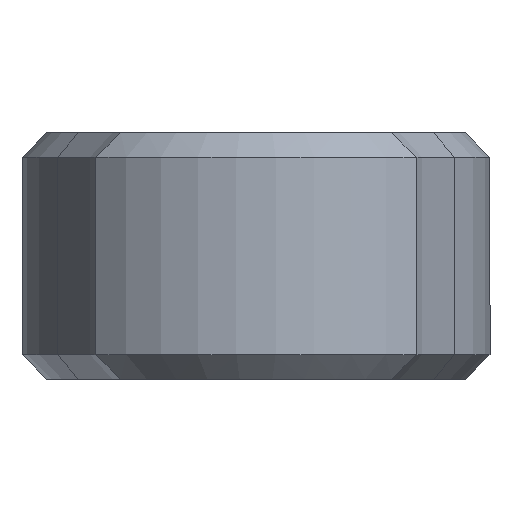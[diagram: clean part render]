
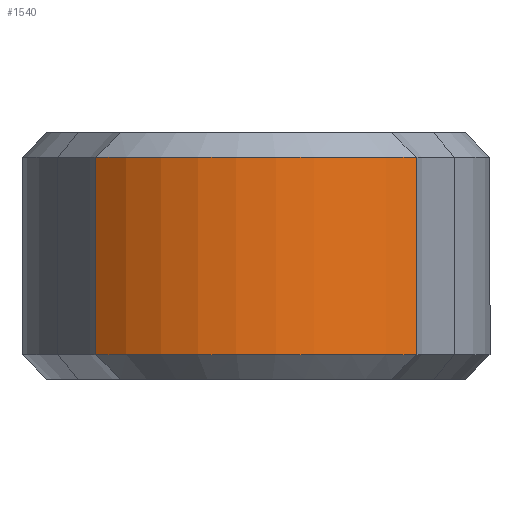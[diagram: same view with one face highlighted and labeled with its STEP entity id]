
A CAD part, front view. The second image highlights one B-rep face of the part: STEP entity #1540.
In plain terms, the highlighted cylindrical face has radius 4.75 mm (diameter 9.5 mm), a partial arc.
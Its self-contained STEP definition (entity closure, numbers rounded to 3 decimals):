
#72=CYLINDRICAL_SURFACE('',#1664,4.75);
#93=CIRCLE('',#1633,4.75);
#110=CIRCLE('',#1665,4.75);
#223=FACE_OUTER_BOUND('',#315,.T.);
#315=EDGE_LOOP('',(#1061,#1062,#1063,#1064));
#421=LINE('',#2440,#522);
#423=LINE('',#2444,#524);
#522=VECTOR('',#1927,10.);
#524=VECTOR('',#1931,10.);
#603=VERTEX_POINT('',#2352);
#605=VERTEX_POINT('',#2361);
#628=VERTEX_POINT('',#2439);
#629=VERTEX_POINT('',#2443);
#759=EDGE_CURVE('',#603,#605,#93,.T.);
#797=EDGE_CURVE('',#628,#605,#421,.T.);
#799=EDGE_CURVE('',#629,#603,#423,.T.);
#800=EDGE_CURVE('',#628,#629,#110,.T.);
#1061=ORIENTED_EDGE('',*,*,#759,.F.);
#1062=ORIENTED_EDGE('',*,*,#799,.F.);
#1063=ORIENTED_EDGE('',*,*,#800,.F.);
#1064=ORIENTED_EDGE('',*,*,#797,.T.);
#1540=ADVANCED_FACE('',(#223),#72,.T.);
#1633=AXIS2_PLACEMENT_3D('',#2362,#1845,#1846);
#1664=AXIS2_PLACEMENT_3D('',#2442,#1929,#1930);
#1665=AXIS2_PLACEMENT_3D('',#2445,#1932,#1933);
#1845=DIRECTION('center_axis',(0.,0.,-1.));
#1846=DIRECTION('ref_axis',(1.,0.,0.));
#1927=DIRECTION('',(0.,0.,-1.));
#1929=DIRECTION('center_axis',(0.,0.,-1.));
#1930=DIRECTION('ref_axis',(1.,0.,0.));
#1931=DIRECTION('',(0.,0.,-1.));
#1932=DIRECTION('center_axis',(0.,0.,1.));
#1933=DIRECTION('ref_axis',(1.,0.,0.));
#2352=CARTESIAN_POINT('',(3.25,-48.714,0.5));
#2361=CARTESIAN_POINT('',(-3.25,-48.714,0.5));
#2362=CARTESIAN_POINT('Origin',(0.,-45.25,0.5));
#2439=CARTESIAN_POINT('',(-3.25,-48.714,4.5));
#2440=CARTESIAN_POINT('',(-3.25,-48.714,5.));
#2442=CARTESIAN_POINT('Origin',(0.,-45.25,5.));
#2443=CARTESIAN_POINT('',(3.25,-48.714,4.5));
#2444=CARTESIAN_POINT('',(3.25,-48.714,5.));
#2445=CARTESIAN_POINT('Origin',(0.,-45.25,4.5));
